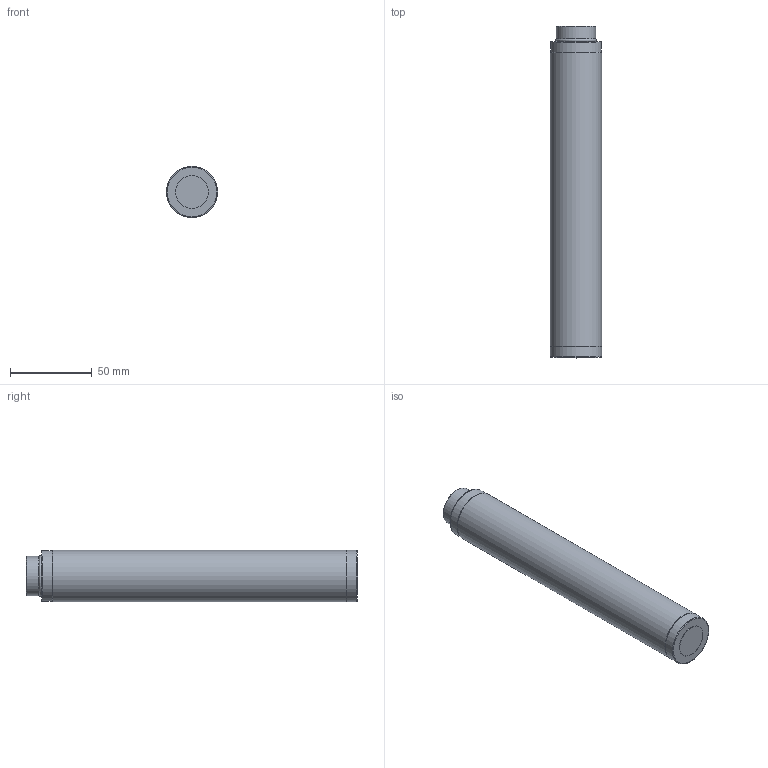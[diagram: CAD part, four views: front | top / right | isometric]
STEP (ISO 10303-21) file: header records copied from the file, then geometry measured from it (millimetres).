
FILE_DESCRIPTION(/* description */ ('STEP AP214'),/* implementation_level */ '2;1');
FILE_NAME(/* name */ '552093_MS6-LFM-A-HF',/* time_stamp */ '2024-09-10T17:15:42+02:00',/* author */ ('License CC BY-ND 4.0'),/* organization */ ('CADENAS'),/* preprocessor_version */ 'ST-DEVELOPER v19.3',/* originating_system */ 'PARTsolutions',/* authorisation */ ' ');
FILE_SCHEMA (('AUTOMOTIVE_DESIGN {1 0 10303 214 3 1 1}'));
Length unit declared in the file: millimetre
Products named in the file (1): 552093 MS6-LFM-A-HF
Bounding box: 31.3 x 202.8 x 31.3 mm (x, y, z)
Volume: 121746.2 mm3; surface area: 30107.8 mm2
Topology: 1 solids, 1 shells, 24 faces, 39 edges, 23 vertices
Faces by surface type: plane 8, cylinder 8, torus 6, cone 2
Full cylindrical faces by diameter (mm): 14 x1, 20 x1, 22 x1, 23.48 x1, 24 x1, 31 x1, 31.3 x2
Entity records: 667 total; most frequent: DIRECTION 96, CARTESIAN_POINT 71, AXIS2_PLACEMENT_3D 48, ORIENTED_EDGE 46, EDGE_LOOP 46, FACE_BOUND 46, STYLED_ITEM 24, PRESENTATION_STYLE_ASSIGNMENT 24
